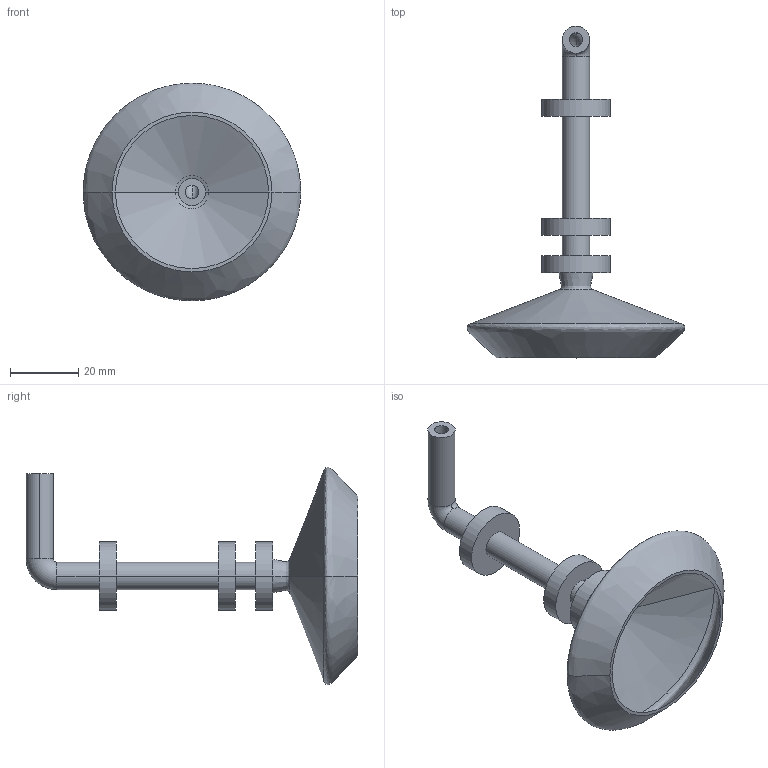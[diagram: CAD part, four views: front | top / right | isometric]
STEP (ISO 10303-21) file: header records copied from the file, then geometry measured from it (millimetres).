
FILE_DESCRIPTION(('STEP AP214'),'1');
FILE_NAME('ventosa.stp','2023-05-29T03:29:23',(' '),(' '),'Spatial InterOp 3D',' ',' ');
FILE_SCHEMA(('AUTOMOTIVE_DESIGN { 1 0 10303 214 1 1 1 1 }'));
Length unit declared in the file: metre
Products named in the file (3): ventosa; fuelle; conection
Assembly tree (2 placements, depth 2):
  ventosa
    fuelle
    conection
Bounding box: 63.94 x 97.5 x 63.93 mm (x, y, z)
Volume: 10401.5 mm3; surface area: 17404.2 mm2
Topology: 2 solids, 2 shells, 45 faces, 101 edges, 65 vertices
Faces by surface type: cylinder 20, plane 9, bspline 8, cone 4, torus 4
Entity records: 2567 total; most frequent: CARTESIAN_POINT 1456, DIRECTION 234, ORIENTED_EDGE 202, AXIS2_PLACEMENT_3D 105, EDGE_CURVE 101, VERTEX_POINT 65, CIRCLE 65, EDGE_LOOP 54
